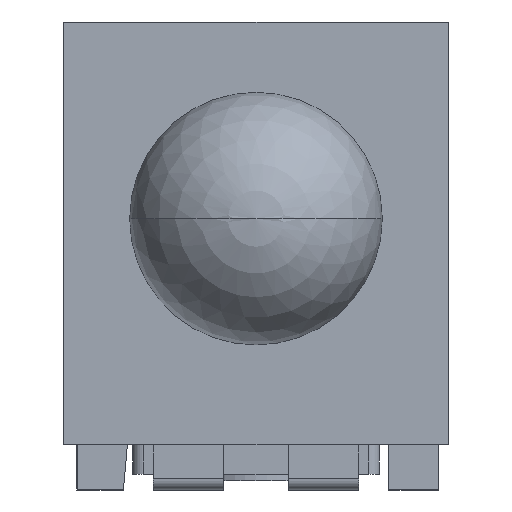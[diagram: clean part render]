
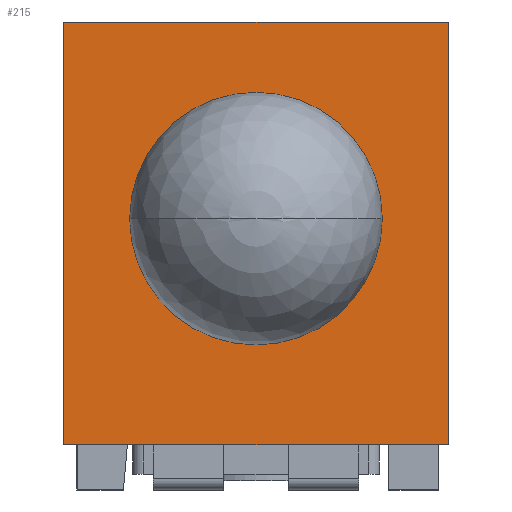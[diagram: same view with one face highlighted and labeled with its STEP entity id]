
A CAD part, left-side view. The second image highlights one B-rep face of the part: STEP entity #215.
In plain terms, the highlighted planar face has unit normal (-1, 0, 0).
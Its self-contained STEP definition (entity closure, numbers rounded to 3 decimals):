
#111=CARTESIAN_POINT('',(-3.05,-2.16,5.26));
#112=VERTEX_POINT('',#111);
#119=CARTESIAN_POINT('',(-3.05,-2.16,0.508));
#120=VERTEX_POINT('',#119);
#121=CARTESIAN_POINT('',(-3.05,-2.16,5.26));
#122=DIRECTION('',(0.0,0.0,-1.0));
#123=VECTOR('',#122,4.752);
#124=LINE('',#121,#123);
#125=EDGE_CURVE('',#112,#120,#124,.T.);
#150=CARTESIAN_POINT('',(-3.05,2.16,5.26));
#151=VERTEX_POINT('',#150);
#158=CARTESIAN_POINT('',(-3.05,2.16,5.26));
#159=DIRECTION('',(0.0,-1.0,0.0));
#160=VECTOR('',#159,4.32);
#161=LINE('',#158,#160);
#162=EDGE_CURVE('',#151,#112,#161,.T.);
#173=CARTESIAN_POINT('',(-3.05,2.16,0.508));
#174=VERTEX_POINT('',#173);
#175=CARTESIAN_POINT('',(-3.05,-2.16,0.508));
#176=DIRECTION('',(0.0,1.0,0.0));
#177=VECTOR('',#176,4.32);
#178=LINE('',#175,#177);
#179=EDGE_CURVE('',#120,#174,#178,.T.);
#199=CARTESIAN_POINT('',(-3.05,0.,2.63));
#200=DIRECTION('',(1.0,0.0,0.0));
#201=DIRECTION('',(0.0,0.0,1.0));
#202=AXIS2_PLACEMENT_3D('',#199,#200,#201);
#203=PLANE('',#202);
#204=CARTESIAN_POINT('',(-3.05,2.16,5.26));
#205=DIRECTION('',(0.0,0.0,-1.0));
#206=VECTOR('',#205,4.752);
#207=LINE('',#204,#206);
#208=EDGE_CURVE('',#151,#174,#207,.T.);
#209=ORIENTED_EDGE('',*,*,#208,.T.);
#210=ORIENTED_EDGE('',*,*,#179,.F.);
#211=ORIENTED_EDGE('',*,*,#125,.F.);
#212=ORIENTED_EDGE('',*,*,#162,.F.);
#213=EDGE_LOOP('',(#209,#210,#211,#212));
#214=FACE_OUTER_BOUND('',#213,.T.);
#215=ADVANCED_FACE('',(#214),#203,.F.);
